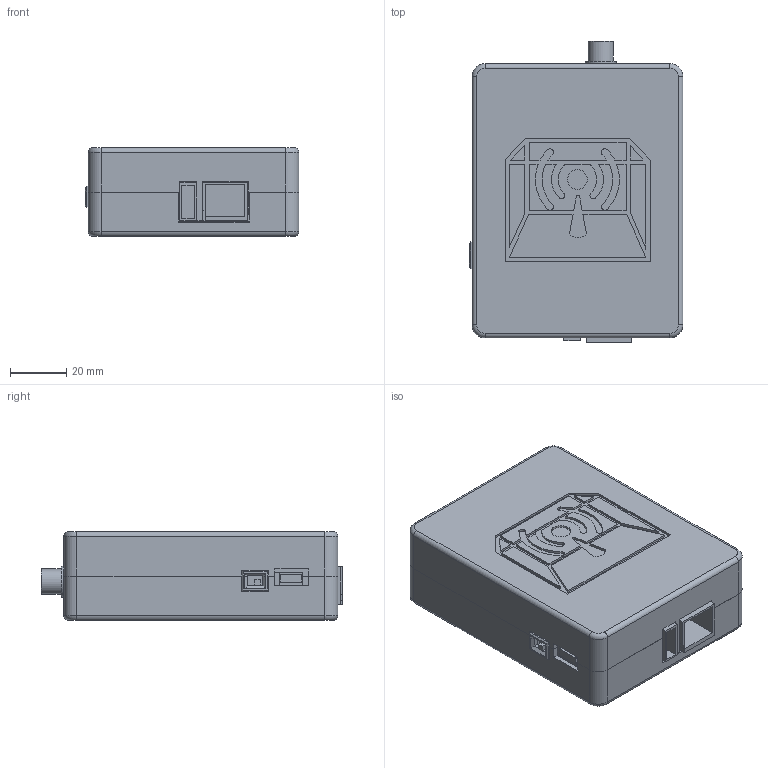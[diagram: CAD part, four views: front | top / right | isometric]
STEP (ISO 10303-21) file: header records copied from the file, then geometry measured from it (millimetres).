
FILE_DESCRIPTION(/* description */ (''),/* implementation_level */ '2;1');
FILE_NAME(/* name */ 'ConnectBox v4.7 v8.step',/* time_stamp */ '2018-07-24T12:03:36-06:00',/* author */ ('kirkwZ5Z42'),/* organization */ (''),/* preprocessor_version */ 'ST-DEVELOPER v17',/* originating_system */ 'Autodesk Translation Framework v7.1.0.215',/* authorisation */ '');
FILE_SCHEMA (('AUTOMOTIVE_DESIGN { 1 0 10303 214 3 1 1 }'));
Length unit declared in the file: millimetre
Products named in the file (8): ConnectBox v4.7 LED LightPipe; Bottom 472s; Top 4.7(1); HAT 4.7 (1); OLED; NEO_2; WiFi_2; Lightpipe
Assembly tree (7 placements, depth 2):
  ConnectBox v4.7 LED LightPipe
    Bottom 472s
    Top 4.7(1)
    HAT 4.7 (1)
    OLED
    NEO_2
    WiFi_2
    Lightpipe
Bounding box: 75.7 x 106.73 x 31.3 mm (x, y, z)
Volume: 71126.8 mm3; surface area: 83435.4 mm2
Topology: 28 solids, 28 shells, 1333 faces, 3462 edges, 2261 vertices
Faces by surface type: plane 964, cylinder 207, bspline 141, torus 11, cone 10
Full cylindrical faces by diameter (mm): 1.8 x2, 2 x8, 2.4 x3, 2.65 x2, 3 x7, 3.5 x1, 5.6 x3, 6 x1, 7 x1, 9 x1, 11 x1
Entity records: 42121 total; most frequent: CARTESIAN_POINT 9549, ORIENTED_EDGE 6924, DIRECTION 5996, EDGE_CURVE 3462, LINE 2774, VECTOR 2774, VERTEX_POINT 2261, AXIS2_PLACEMENT_3D 1611
